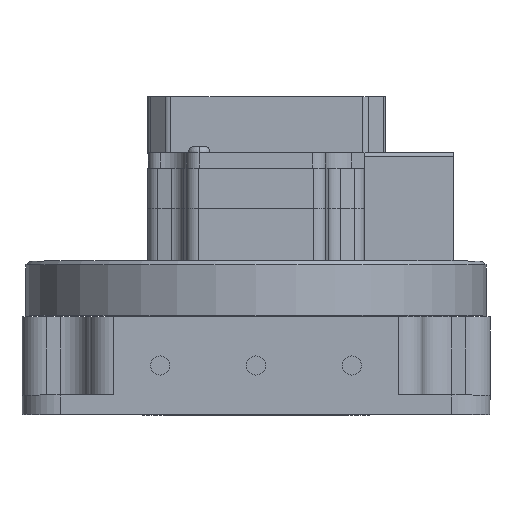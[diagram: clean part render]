
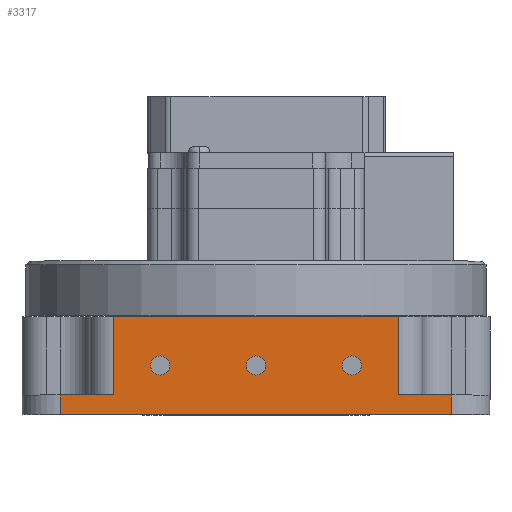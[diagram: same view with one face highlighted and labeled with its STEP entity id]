
A CAD part, top view. The second image highlights one B-rep face of the part: STEP entity #3317.
In plain terms, the highlighted planar face has unit normal (0, 0, 1).
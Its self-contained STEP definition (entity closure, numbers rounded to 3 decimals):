
#164 = VERTEX_POINT ( 'NONE', #11806 ) ;
#440 = VERTEX_POINT ( 'NONE', #12721 ) ;
#592 = DIRECTION ( 'NONE',  ( 0., 0., 1. ) ) ;
#636 = VERTEX_POINT ( 'NONE', #17114 ) ;
#702 = EDGE_LOOP ( 'NONE', ( #3982, #14973 ) ) ;
#823 = CIRCLE ( 'NONE', #16498, 2.5 ) ;
#987 = AXIS2_PLACEMENT_3D ( 'NONE', #12590, #18578, #18875 ) ;
#1212 = CARTESIAN_POINT ( 'NONE',  ( 22.5, 12.7, 61. ) ) ;
#1359 = LINE ( 'NONE', #14207, #3530 ) ;
#1428 = FACE_BOUND ( 'NONE', #2283, .T. ) ;
#1952 = VERTEX_POINT ( 'NONE', #5524 ) ;
#2283 = EDGE_LOOP ( 'NONE', ( #7776, #9110 ) ) ;
#2304 = DIRECTION ( 'NONE',  ( 0., 0., 1. ) ) ;
#2335 = AXIS2_PLACEMENT_3D ( 'NONE', #17792, #9738, #3472 ) ;
#2438 = EDGE_CURVE ( 'NONE', #1952, #10468, #13727, .T. ) ;
#2458 = CARTESIAN_POINT ( 'NONE',  ( -37.1, 5., 61. ) ) ;
#2479 = DIRECTION ( 'NONE',  ( 1., 0., 0. ) ) ;
#2818 = CARTESIAN_POINT ( 'NONE',  ( 37.1, 5., 61. ) ) ;
#2963 = CARTESIAN_POINT ( 'NONE',  ( 51., 0., 61. ) ) ;
#3095 = CARTESIAN_POINT ( 'NONE',  ( -27.5, 12.7, 61. ) ) ;
#3287 = AXIS2_PLACEMENT_3D ( 'NONE', #8640, #592, #2479 ) ;
#3317 = ADVANCED_FACE ( 'NONE', ( #1428, #11037, #9066, #7405 ), #7494, .F. ) ;
#3421 = EDGE_CURVE ( 'NONE', #440, #7832, #8330, .T. ) ;
#3466 = VERTEX_POINT ( 'NONE', #9684 ) ;
#3472 = DIRECTION ( 'NONE',  ( 1., 0., 0. ) ) ;
#3530 = VECTOR ( 'NONE', #17249, 1000. ) ;
#3587 = EDGE_CURVE ( 'NONE', #11926, #13108, #10612, .T. ) ;
#3874 = LINE ( 'NONE', #19535, #12244 ) ;
#3979 = VECTOR ( 'NONE', #10782, 1000. ) ;
#3982 = ORIENTED_EDGE ( 'NONE', *, *, #10057, .F. ) ;
#4128 = CARTESIAN_POINT ( 'NONE',  ( 51., 25.38, 61. ) ) ;
#4386 = EDGE_CURVE ( 'NONE', #3466, #1952, #12016, .T. ) ;
#4657 = CARTESIAN_POINT ( 'NONE',  ( -22.5, 12.7, 61. ) ) ;
#4849 = CARTESIAN_POINT ( 'NONE',  ( -51., 25.38, 61. ) ) ;
#4974 = EDGE_CURVE ( 'NONE', #13108, #11926, #823, .T. ) ;
#5027 = AXIS2_PLACEMENT_3D ( 'NONE', #7001, #2304, #18189 ) ;
#5472 = CARTESIAN_POINT ( 'NONE',  ( -37.1, 5., 61. ) ) ;
#5524 = CARTESIAN_POINT ( 'NONE',  ( 51., 5., 61. ) ) ;
#5655 = DIRECTION ( 'NONE',  ( 1., 0., 0. ) ) ;
#5754 = DIRECTION ( 'NONE',  ( 1., 0., 0. ) ) ;
#5984 = CARTESIAN_POINT ( 'NONE',  ( 0., 12.7, 61. ) ) ;
#6089 = VERTEX_POINT ( 'NONE', #13106 ) ;
#6261 = CIRCLE ( 'NONE', #20611, 2.5 ) ;
#6277 = VECTOR ( 'NONE', #19491, 1000. ) ;
#6408 = LINE ( 'NONE', #4849, #14507 ) ;
#6553 = AXIS2_PLACEMENT_3D ( 'NONE', #16820, #7012, #5655 ) ;
#6554 = EDGE_LOOP ( 'NONE', ( #8843, #17032 ) ) ;
#6748 = VECTOR ( 'NONE', #5754, 1000. ) ;
#7001 = CARTESIAN_POINT ( 'NONE',  ( -25., 12.7, 61. ) ) ;
#7012 = DIRECTION ( 'NONE',  ( 0., 0., 1. ) ) ;
#7253 = DIRECTION ( 'NONE',  ( 0., 0., 1. ) ) ;
#7405 = FACE_OUTER_BOUND ( 'NONE', #8299, .T. ) ;
#7494 = PLANE ( 'NONE',  #987 ) ;
#7776 = ORIENTED_EDGE ( 'NONE', *, *, #3587, .F. ) ;
#7832 = VERTEX_POINT ( 'NONE', #5472 ) ;
#8146 = EDGE_CURVE ( 'NONE', #636, #164, #11316, .T. ) ;
#8295 = VERTEX_POINT ( 'NONE', #10042 ) ;
#8299 = EDGE_LOOP ( 'NONE', ( #19777, #15608, #13343, #16023, #18089, #8448, #11252, #12060 ) ) ;
#8330 = LINE ( 'NONE', #17524, #6277 ) ;
#8448 = ORIENTED_EDGE ( 'NONE', *, *, #11216, .T. ) ;
#8640 = CARTESIAN_POINT ( 'NONE',  ( 25., 12.7, 61. ) ) ;
#8843 = ORIENTED_EDGE ( 'NONE', *, *, #18136, .F. ) ;
#9066 = FACE_BOUND ( 'NONE', #702, .T. ) ;
#9110 = ORIENTED_EDGE ( 'NONE', *, *, #4974, .F. ) ;
#9272 = VECTOR ( 'NONE', #10675, 1000. ) ;
#9458 = CARTESIAN_POINT ( 'NONE',  ( 27.5, 12.7, 61. ) ) ;
#9684 = CARTESIAN_POINT ( 'NONE',  ( 37.1, 5., 61. ) ) ;
#9738 = DIRECTION ( 'NONE',  ( 0., 0., 1. ) ) ;
#10042 = CARTESIAN_POINT ( 'NONE',  ( -51., 5., 61. ) ) ;
#10057 = EDGE_CURVE ( 'NONE', #10117, #20208, #17702, .T. ) ;
#10111 = DIRECTION ( 'NONE',  ( 0., -1., 0. ) ) ;
#10117 = VERTEX_POINT ( 'NONE', #4657 ) ;
#10468 = VERTEX_POINT ( 'NONE', #2963 ) ;
#10612 = CIRCLE ( 'NONE', #3287, 2.5 ) ;
#10675 = DIRECTION ( 'NONE',  ( 1., 0., 0. ) ) ;
#10782 = DIRECTION ( 'NONE',  ( 0., -1., 0. ) ) ;
#11037 = FACE_BOUND ( 'NONE', #6554, .T. ) ;
#11203 = DIRECTION ( 'NONE',  ( 1., 0., 0. ) ) ;
#11216 = EDGE_CURVE ( 'NONE', #13216, #10468, #3874, .T. ) ;
#11252 = ORIENTED_EDGE ( 'NONE', *, *, #2438, .F. ) ;
#11316 = CIRCLE ( 'NONE', #2335, 2.5 ) ;
#11677 = CARTESIAN_POINT ( 'NONE',  ( 37.1, 36.8, 61. ) ) ;
#11806 = CARTESIAN_POINT ( 'NONE',  ( 2.5, 12.7, 61. ) ) ;
#11926 = VERTEX_POINT ( 'NONE', #9458 ) ;
#12016 = LINE ( 'NONE', #2818, #6748 ) ;
#12060 = ORIENTED_EDGE ( 'NONE', *, *, #4386, .F. ) ;
#12244 = VECTOR ( 'NONE', #16509, 1000. ) ;
#12496 = EDGE_CURVE ( 'NONE', #20208, #10117, #15217, .T. ) ;
#12590 = CARTESIAN_POINT ( 'NONE',  ( -51., 25.38, 61. ) ) ;
#12721 = CARTESIAN_POINT ( 'NONE',  ( -37.1, 25.38, 61. ) ) ;
#12794 = CARTESIAN_POINT ( 'NONE',  ( -51., 0., 61. ) ) ;
#12867 = EDGE_CURVE ( 'NONE', #6089, #3466, #19719, .T. ) ;
#13106 = CARTESIAN_POINT ( 'NONE',  ( 37.1, 25.38, 61. ) ) ;
#13108 = VERTEX_POINT ( 'NONE', #1212 ) ;
#13216 = VERTEX_POINT ( 'NONE', #12794 ) ;
#13343 = ORIENTED_EDGE ( 'NONE', *, *, #3421, .T. ) ;
#13614 = DIRECTION ( 'NONE',  ( 1., 0., 0. ) ) ;
#13664 = EDGE_CURVE ( 'NONE', #440, #6089, #6408, .T. ) ;
#13718 = LINE ( 'NONE', #2458, #9272 ) ;
#13727 = LINE ( 'NONE', #4128, #3979 ) ;
#14207 = CARTESIAN_POINT ( 'NONE',  ( -51., 25.38, 61. ) ) ;
#14507 = VECTOR ( 'NONE', #11203, 1000. ) ;
#14662 = DIRECTION ( 'NONE',  ( 0., 0., 1. ) ) ;
#14973 = ORIENTED_EDGE ( 'NONE', *, *, #12496, .F. ) ;
#15217 = CIRCLE ( 'NONE', #6553, 2.5 ) ;
#15437 = EDGE_CURVE ( 'NONE', #8295, #13216, #1359, .T. ) ;
#15608 = ORIENTED_EDGE ( 'NONE', *, *, #13664, .F. ) ;
#16023 = ORIENTED_EDGE ( 'NONE', *, *, #18133, .F. ) ;
#16498 = AXIS2_PLACEMENT_3D ( 'NONE', #19470, #14662, #17499 ) ;
#16509 = DIRECTION ( 'NONE',  ( 1., 0., 0. ) ) ;
#16820 = CARTESIAN_POINT ( 'NONE',  ( -25., 12.7, 61. ) ) ;
#17032 = ORIENTED_EDGE ( 'NONE', *, *, #8146, .F. ) ;
#17114 = CARTESIAN_POINT ( 'NONE',  ( -2.5, 12.7, 61. ) ) ;
#17249 = DIRECTION ( 'NONE',  ( 0., -1., 0. ) ) ;
#17499 = DIRECTION ( 'NONE',  ( 1., 0., 0. ) ) ;
#17524 = CARTESIAN_POINT ( 'NONE',  ( -37.1, 36.8, 61. ) ) ;
#17702 = CIRCLE ( 'NONE', #5027, 2.5 ) ;
#17792 = CARTESIAN_POINT ( 'NONE',  ( 0., 12.7, 61. ) ) ;
#18089 = ORIENTED_EDGE ( 'NONE', *, *, #15437, .T. ) ;
#18133 = EDGE_CURVE ( 'NONE', #8295, #7832, #13718, .T. ) ;
#18136 = EDGE_CURVE ( 'NONE', #164, #636, #6261, .T. ) ;
#18189 = DIRECTION ( 'NONE',  ( 1., 0., 0. ) ) ;
#18578 = DIRECTION ( 'NONE',  ( 0., 0., -1. ) ) ;
#18875 = DIRECTION ( 'NONE',  ( -1., 0., 0. ) ) ;
#19470 = CARTESIAN_POINT ( 'NONE',  ( 25., 12.7, 61. ) ) ;
#19491 = DIRECTION ( 'NONE',  ( 0., -1., 0. ) ) ;
#19535 = CARTESIAN_POINT ( 'NONE',  ( -51., 0., 61. ) ) ;
#19719 = LINE ( 'NONE', #11677, #20148 ) ;
#19777 = ORIENTED_EDGE ( 'NONE', *, *, #12867, .F. ) ;
#20148 = VECTOR ( 'NONE', #10111, 1000. ) ;
#20208 = VERTEX_POINT ( 'NONE', #3095 ) ;
#20611 = AXIS2_PLACEMENT_3D ( 'NONE', #5984, #7253, #13614 ) ;
